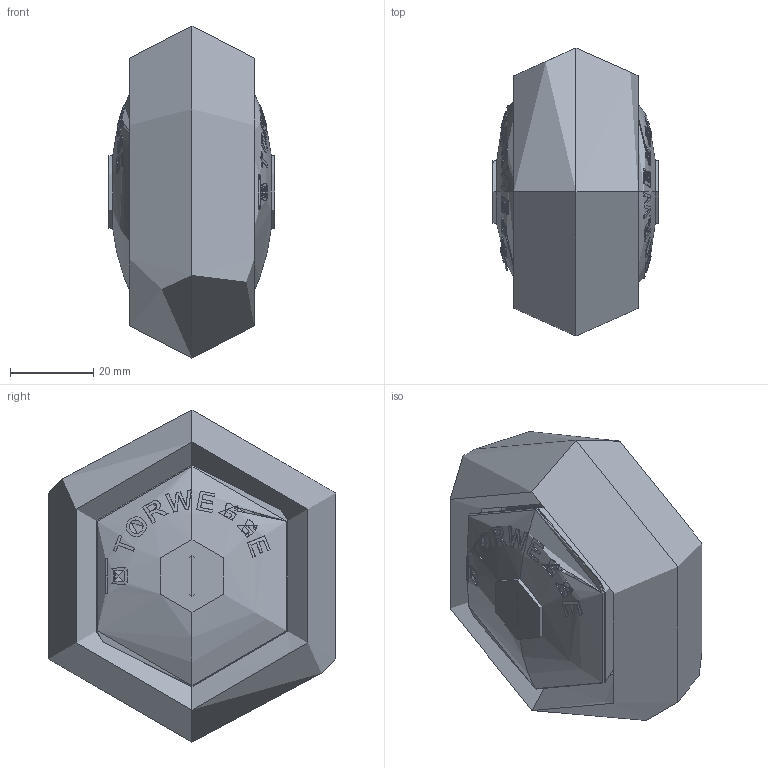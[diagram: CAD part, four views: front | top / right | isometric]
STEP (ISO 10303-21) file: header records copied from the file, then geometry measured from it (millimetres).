
FILE_DESCRIPTION (( 'STEP AP214' ), '1' );
FILE_NAME ('0021578.step', '2023-01-17T11:20:29', ( '' ), ( '' ), 'SwSTEP 2.0', 'SolidWorks 2020', '' );
FILE_SCHEMA (( 'AUTOMOTIVE_DESIGN' ));
Length unit declared in the file: millimetre
Products named in the file (1): 0021578
Bounding box: 40 x 69.28 x 80 mm (x, y, z)
Surface area: 22769.2 mm2 (no closed solid volume)
Topology: 0 solids, 5 shells, 300 faces, 816 edges, 532 vertices
Faces by surface type: bspline 232, torus 44, cone 12, cylinder 8, plane 4
Entity records: 23671 total; most frequent: CARTESIAN_POINT 14855, ORIENTED_EDGE 1538, EDGE_CURVE 814, B_SPLINE_CURVE_WITH_KNOTS 680, VERTEX_POINT 532, DIRECTION 352, EDGE_LOOP 334, UNCERTAINTY_MEASURE_WITH_UNIT 302
